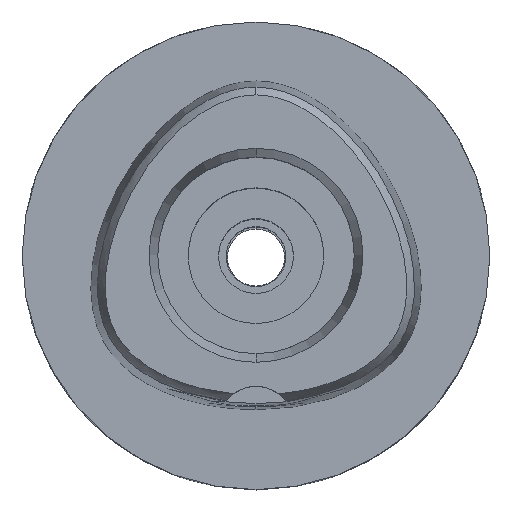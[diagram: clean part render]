
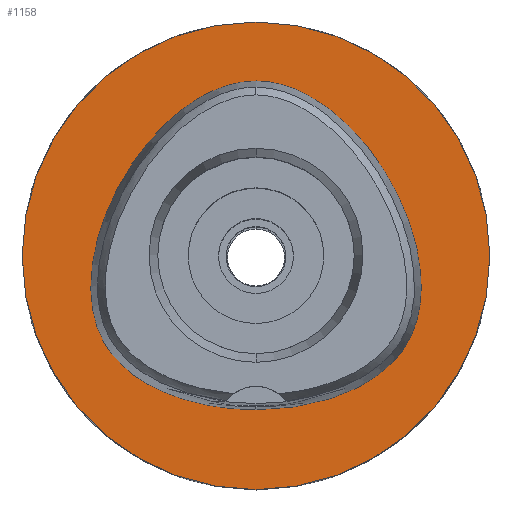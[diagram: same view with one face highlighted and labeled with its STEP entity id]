
A CAD part, top view. The second image highlights one B-rep face of the part: STEP entity #1158.
In plain terms, the highlighted planar face has unit normal (0, 0, 1).
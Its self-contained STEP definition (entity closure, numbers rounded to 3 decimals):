
#36 = CARTESIAN_POINT ( 'NONE',  ( -14.38, 8.302, 0. ) ) ;
#57 = CARTESIAN_POINT ( 'NONE',  ( 0., 18.695, 0. ) ) ;
#128 = CARTESIAN_POINT ( 'NONE',  ( -14.788, -11.282, 0. ) ) ;
#142 = AXIS2_PLACEMENT_3D ( 'NONE', #1016, #2479, #4405 ) ;
#144 = EDGE_LOOP ( 'NONE', ( #1653, #3174 ) ) ;
#185 = CARTESIAN_POINT ( 'NONE',  ( 1.684, -16.455, 0. ) ) ;
#215 = CARTESIAN_POINT ( 'NONE',  ( 5.051, -16.156, 0. ) ) ;
#241 = VERTEX_POINT ( 'NONE', #1122 ) ;
#266 = CARTESIAN_POINT ( 'NONE',  ( 7.968, 15.831, 0. ) ) ;
#452 = CARTESIAN_POINT ( 'NONE',  ( -4.729, 17.735, 0. ) ) ;
#475 = CARTESIAN_POINT ( 'NONE',  ( -5.051, -16.156, 0. ) ) ;
#507 = AXIS2_PLACEMENT_3D ( 'NONE', #3444, #2412, #4247 ) ;
#523 = CIRCLE ( 'NONE', #1137, 25. ) ;
#558 = DIRECTION ( 'NONE',  ( 0., -1., 0. ) ) ;
#581 = CARTESIAN_POINT ( 'NONE',  ( 14.788, -11.282, 0. ) ) ;
#863 = CARTESIAN_POINT ( 'NONE',  ( -8.947, -15.039, 0. ) ) ;
#864 = FACE_BOUND ( 'NONE', #4207, .T. ) ;
#925 = CARTESIAN_POINT ( 'NONE',  ( 0., -16.455, 0. ) ) ;
#1016 = CARTESIAN_POINT ( 'NONE',  ( 0., 0., 0. ) ) ;
#1023 = CARTESIAN_POINT ( 'NONE',  ( 2.041, 18.55, 0. ) ) ;
#1119 = FACE_OUTER_BOUND ( 'NONE', #144, .T. ) ;
#1122 = CARTESIAN_POINT ( 'NONE',  ( 0., -25., 0. ) ) ;
#1137 = AXIS2_PLACEMENT_3D ( 'NONE', #4286, #3873, #558 ) ;
#1145 = CARTESIAN_POINT ( 'NONE',  ( -7.968, 15.831, 0. ) ) ;
#1158 = ADVANCED_FACE ( 'NONE', ( #1119, #864 ), #1965, .F. ) ;
#1194 = CARTESIAN_POINT ( 'NONE',  ( -1.684, -16.455, 0. ) ) ;
#1197 = ORIENTED_EDGE ( 'NONE', *, *, #1781, .F. ) ;
#1238 = CARTESIAN_POINT ( 'NONE',  ( 17.498, -0.229, 0. ) ) ;
#1310 = CARTESIAN_POINT ( 'NONE',  ( 17.564, -5.456, 0. ) ) ;
#1407 = VERTEX_POINT ( 'NONE', #57 ) ;
#1429 = B_SPLINE_CURVE_WITH_KNOTS ( 'NONE', 3,
 ( #4470, #1541, #3029, #452, #1145, #3077, #36, #3442, #3421, #4565, #1517, #1922, #2304, #3791, #2698, #128, #2608, #1605, #863, #475, #1194, #2980 ),
 .UNSPECIFIED., .F., .F.,
 ( 4, 1, 1, 1, 1, 1, 1, 1, 1, 1, 1, 1, 1, 1, 1, 1, 1, 1, 1, 4 ),
 ( 0., 0.042, 0.083, 0.167, 0.25, 0.333, 0.417, 0.5, 0.542, 0.583, 0.625, 0.646, 0.667, 0.688, 0.708, 0.75, 0.792, 0.833, 0.917, 1. ),
 .UNSPECIFIED. ) ;
#1517 = CARTESIAN_POINT ( 'NONE',  ( -17.564, -5.456, 0. ) ) ;
#1541 = CARTESIAN_POINT ( 'NONE',  ( -0.68, 18.695, 0. ) ) ;
#1605 = CARTESIAN_POINT ( 'NONE',  ( -11.687, -13.704, 0. ) ) ;
#1653 = ORIENTED_EDGE ( 'NONE', *, *, #4296, .F. ) ;
#1666 = CARTESIAN_POINT ( 'NONE',  ( 13.507, -12.483, 0. ) ) ;
#1692 = CARTESIAN_POINT ( 'NONE',  ( 14.38, 8.302, 0. ) ) ;
#1781 = EDGE_CURVE ( 'NONE', #3859, #1407, #4725, .T. ) ;
#1922 = CARTESIAN_POINT ( 'NONE',  ( -17.165, -7.166, 0. ) ) ;
#1965 = PLANE ( 'NONE',  #507 ) ;
#2052 = CARTESIAN_POINT ( 'NONE',  ( 17.711, -3.269, 0. ) ) ;
#2304 = CARTESIAN_POINT ( 'NONE',  ( -16.669, -8.446, 0. ) ) ;
#2327 = CARTESIAN_POINT ( 'NONE',  ( 0., -16.455, 0. ) ) ;
#2372 = CIRCLE ( 'NONE', #142, 25. ) ;
#2388 = CARTESIAN_POINT ( 'NONE',  ( 11.687, -13.704, 0. ) ) ;
#2412 = DIRECTION ( 'NONE',  ( 0., 0., -1. ) ) ;
#2444 = EDGE_CURVE ( 'NONE', #1407, #3859, #1429, .T. ) ;
#2479 = DIRECTION ( 'NONE',  ( 0., 0., -1. ) ) ;
#2486 = CARTESIAN_POINT ( 'NONE',  ( 0., 18.695, 0. ) ) ;
#2519 = CARTESIAN_POINT ( 'NONE',  ( 0., 25., 0. ) ) ;
#2608 = CARTESIAN_POINT ( 'NONE',  ( -13.507, -12.483, 0. ) ) ;
#2694 = CARTESIAN_POINT ( 'NONE',  ( 16.517, 3.703, 0. ) ) ;
#2698 = CARTESIAN_POINT ( 'NONE',  ( -15.649, -10.213, 0. ) ) ;
#2845 = CARTESIAN_POINT ( 'NONE',  ( 4.729, 17.735, 0. ) ) ;
#2980 = CARTESIAN_POINT ( 'NONE',  ( 0., -16.455, 0. ) ) ;
#3029 = CARTESIAN_POINT ( 'NONE',  ( -2.041, 18.55, 0. ) ) ;
#3077 = CARTESIAN_POINT ( 'NONE',  ( -11.466, 12.452, 0. ) ) ;
#3132 = EDGE_CURVE ( 'NONE', #241, #3744, #523, .T. ) ;
#3140 = CARTESIAN_POINT ( 'NONE',  ( 15.649, -10.213, 0. ) ) ;
#3174 = ORIENTED_EDGE ( 'NONE', *, *, #3132, .F. ) ;
#3189 = CARTESIAN_POINT ( 'NONE',  ( 0.68, 18.695, 0. ) ) ;
#3286 = CARTESIAN_POINT ( 'NONE',  ( 11.466, 12.452, 0. ) ) ;
#3421 = CARTESIAN_POINT ( 'NONE',  ( -17.498, -0.229, 0. ) ) ;
#3439 = CARTESIAN_POINT ( 'NONE',  ( 16.206, -9.357, 0. ) ) ;
#3442 = CARTESIAN_POINT ( 'NONE',  ( -16.517, 3.703, 0. ) ) ;
#3444 = CARTESIAN_POINT ( 'NONE',  ( 0., 0., 0. ) ) ;
#3532 = CARTESIAN_POINT ( 'NONE',  ( 8.947, -15.039, 0. ) ) ;
#3744 = VERTEX_POINT ( 'NONE', #2519 ) ;
#3791 = CARTESIAN_POINT ( 'NONE',  ( -16.206, -9.357, 0. ) ) ;
#3859 = VERTEX_POINT ( 'NONE', #2327 ) ;
#3870 = ORIENTED_EDGE ( 'NONE', *, *, #2444, .F. ) ;
#3873 = DIRECTION ( 'NONE',  ( 0., 0., -1. ) ) ;
#4207 = EDGE_LOOP ( 'NONE', ( #3870, #1197 ) ) ;
#4247 = DIRECTION ( 'NONE',  ( 0., -1., 0. ) ) ;
#4286 = CARTESIAN_POINT ( 'NONE',  ( 0., 0., 0. ) ) ;
#4287 = CARTESIAN_POINT ( 'NONE',  ( 16.669, -8.446, 0. ) ) ;
#4296 = EDGE_CURVE ( 'NONE', #3744, #241, #2372, .T. ) ;
#4405 = DIRECTION ( 'NONE',  ( 0., 1., 0. ) ) ;
#4470 = CARTESIAN_POINT ( 'NONE',  ( 0., 18.695, 0. ) ) ;
#4565 = CARTESIAN_POINT ( 'NONE',  ( -17.711, -3.269, 0. ) ) ;
#4629 = CARTESIAN_POINT ( 'NONE',  ( 17.165, -7.166, 0. ) ) ;
#4725 = B_SPLINE_CURVE_WITH_KNOTS ( 'NONE', 3,
 ( #925, #185, #215, #3532, #2388, #1666, #581, #3140, #3439, #4287, #4629, #1310, #2052, #1238, #2694, #1692, #3286, #266, #2845, #1023, #3189, #2486 ),
 .UNSPECIFIED., .F., .F.,
 ( 4, 1, 1, 1, 1, 1, 1, 1, 1, 1, 1, 1, 1, 1, 1, 1, 1, 1, 1, 4 ),
 ( 0., 0.083, 0.167, 0.208, 0.25, 0.292, 0.312, 0.333, 0.354, 0.375, 0.417, 0.458, 0.5, 0.583, 0.667, 0.75, 0.833, 0.917, 0.958, 1. ),
 .UNSPECIFIED. ) ;
